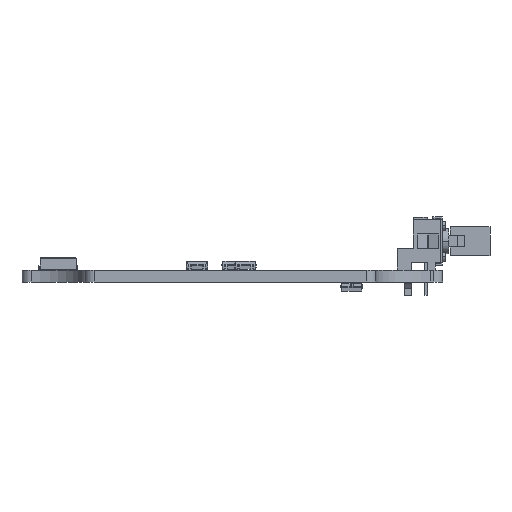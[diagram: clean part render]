
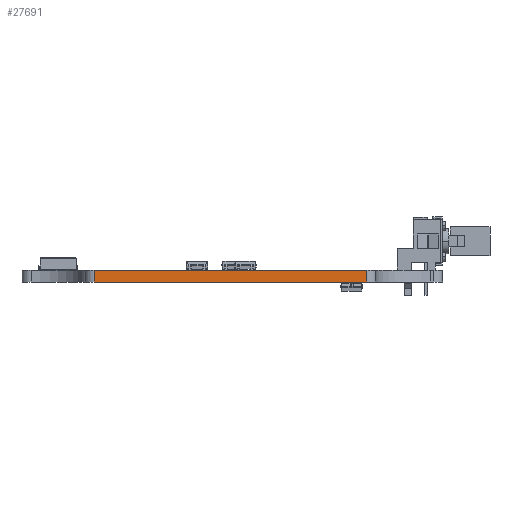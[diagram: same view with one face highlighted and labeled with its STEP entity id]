
A CAD part, left-side view. The second image highlights one B-rep face of the part: STEP entity #27691.
In plain terms, the highlighted planar face has unit normal (-1, 0, 0).
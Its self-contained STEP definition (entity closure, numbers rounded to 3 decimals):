
#21974 = PLANE('',#21975);
#21975 = AXIS2_PLACEMENT_3D('',#21976,#21977,#21978);
#21976 = CARTESIAN_POINT('',(101.266,-63.366,1.6));
#21977 = DIRECTION('',(0.,0.,1.));
#21978 = DIRECTION('',(1.,0.,-0.));
#22028 = PLANE('',#22029);
#22029 = AXIS2_PLACEMENT_3D('',#22030,#22031,#22032);
#22030 = CARTESIAN_POINT('',(101.266,-63.366,0.));
#22031 = DIRECTION('',(0.,0.,1.));
#22032 = DIRECTION('',(1.,0.,-0.));
#22482 = VERTEX_POINT('',#22483);
#22483 = CARTESIAN_POINT('',(56.25,-44.25,0.));
#22498 = CYLINDRICAL_SURFACE('',#22499,1.25);
#22499 = AXIS2_PLACEMENT_3D('',#22500,#22501,#22502);
#22500 = CARTESIAN_POINT('',(57.5,-44.25,0.));
#22501 = DIRECTION('',(-0.,-0.,-1.));
#22502 = DIRECTION('',(1.,0.,-0.));
#22510 = EDGE_CURVE('',#22482,#22511,#22513,.T.);
#22511 = VERTEX_POINT('',#22512);
#22512 = CARTESIAN_POINT('',(56.25,-82.,0.));
#22513 = SURFACE_CURVE('',#22514,(#22518,#22525),.PCURVE_S1.);
#22514 = LINE('',#22515,#22516);
#22515 = CARTESIAN_POINT('',(56.25,-44.25,0.));
#22516 = VECTOR('',#22517,1.);
#22517 = DIRECTION('',(0.,-1.,0.));
#22518 = PCURVE('',#22028,#22519);
#22519 = DEFINITIONAL_REPRESENTATION('',(#22520),#22524);
#22520 = LINE('',#22521,#22522);
#22521 = CARTESIAN_POINT('',(-45.016,19.116));
#22522 = VECTOR('',#22523,1.);
#22523 = DIRECTION('',(0.,-1.));
#22524 = ( GEOMETRIC_REPRESENTATION_CONTEXT(2) 
PARAMETRIC_REPRESENTATION_CONTEXT() REPRESENTATION_CONTEXT('2D SPACE',''
  ) );
#22525 = PCURVE('',#22526,#22531);
#22526 = PLANE('',#22527);
#22527 = AXIS2_PLACEMENT_3D('',#22528,#22529,#22530);
#22528 = CARTESIAN_POINT('',(56.25,-44.25,0.));
#22529 = DIRECTION('',(1.,0.,-0.));
#22530 = DIRECTION('',(0.,-1.,0.));
#22531 = DEFINITIONAL_REPRESENTATION('',(#22532),#22536);
#22532 = LINE('',#22533,#22534);
#22533 = CARTESIAN_POINT('',(0.,0.));
#22534 = VECTOR('',#22535,1.);
#22535 = DIRECTION('',(1.,0.));
#22536 = ( GEOMETRIC_REPRESENTATION_CONTEXT(2) 
PARAMETRIC_REPRESENTATION_CONTEXT() REPRESENTATION_CONTEXT('2D SPACE',''
  ) );
#22555 = CYLINDRICAL_SURFACE('',#22556,1.25);
#22556 = AXIS2_PLACEMENT_3D('',#22557,#22558,#22559);
#22557 = CARTESIAN_POINT('',(57.5,-82.,0.));
#22558 = DIRECTION('',(-0.,-0.,-1.));
#22559 = DIRECTION('',(1.,0.,-0.));
#25308 = VERTEX_POINT('',#25309);
#25309 = CARTESIAN_POINT('',(56.25,-44.25,1.6));
#25331 = EDGE_CURVE('',#25308,#25332,#25334,.T.);
#25332 = VERTEX_POINT('',#25333);
#25333 = CARTESIAN_POINT('',(56.25,-82.,1.6));
#25334 = SURFACE_CURVE('',#25335,(#25339,#25346),.PCURVE_S1.);
#25335 = LINE('',#25336,#25337);
#25336 = CARTESIAN_POINT('',(56.25,-44.25,1.6));
#25337 = VECTOR('',#25338,1.);
#25338 = DIRECTION('',(0.,-1.,0.));
#25339 = PCURVE('',#21974,#25340);
#25340 = DEFINITIONAL_REPRESENTATION('',(#25341),#25345);
#25341 = LINE('',#25342,#25343);
#25342 = CARTESIAN_POINT('',(-45.016,19.116));
#25343 = VECTOR('',#25344,1.);
#25344 = DIRECTION('',(0.,-1.));
#25345 = ( GEOMETRIC_REPRESENTATION_CONTEXT(2) 
PARAMETRIC_REPRESENTATION_CONTEXT() REPRESENTATION_CONTEXT('2D SPACE',''
  ) );
#25346 = PCURVE('',#22526,#25347);
#25347 = DEFINITIONAL_REPRESENTATION('',(#25348),#25352);
#25348 = LINE('',#25349,#25350);
#25349 = CARTESIAN_POINT('',(0.,-1.6));
#25350 = VECTOR('',#25351,1.);
#25351 = DIRECTION('',(1.,0.));
#25352 = ( GEOMETRIC_REPRESENTATION_CONTEXT(2) 
PARAMETRIC_REPRESENTATION_CONTEXT() REPRESENTATION_CONTEXT('2D SPACE',''
  ) );
#27641 = EDGE_CURVE('',#22511,#25332,#27642,.T.);
#27642 = SURFACE_CURVE('',#27643,(#27647,#27654),.PCURVE_S1.);
#27643 = LINE('',#27644,#27645);
#27644 = CARTESIAN_POINT('',(56.25,-82.,0.));
#27645 = VECTOR('',#27646,1.);
#27646 = DIRECTION('',(0.,0.,1.));
#27647 = PCURVE('',#22555,#27648);
#27648 = DEFINITIONAL_REPRESENTATION('',(#27649),#27653);
#27649 = LINE('',#27650,#27651);
#27650 = CARTESIAN_POINT('',(-3.142,0.));
#27651 = VECTOR('',#27652,1.);
#27652 = DIRECTION('',(-0.,-1.));
#27653 = ( GEOMETRIC_REPRESENTATION_CONTEXT(2) 
PARAMETRIC_REPRESENTATION_CONTEXT() REPRESENTATION_CONTEXT('2D SPACE',''
  ) );
#27654 = PCURVE('',#22526,#27655);
#27655 = DEFINITIONAL_REPRESENTATION('',(#27656),#27660);
#27656 = LINE('',#27657,#27658);
#27657 = CARTESIAN_POINT('',(37.75,0.));
#27658 = VECTOR('',#27659,1.);
#27659 = DIRECTION('',(0.,-1.));
#27660 = ( GEOMETRIC_REPRESENTATION_CONTEXT(2) 
PARAMETRIC_REPRESENTATION_CONTEXT() REPRESENTATION_CONTEXT('2D SPACE',''
  ) );
#27691 = ADVANCED_FACE('',(#27692),#22526,.F.);
#27692 = FACE_BOUND('',#27693,.F.);
#27693 = EDGE_LOOP('',(#27694,#27715,#27716,#27717));
#27694 = ORIENTED_EDGE('',*,*,#27695,.T.);
#27695 = EDGE_CURVE('',#22482,#25308,#27696,.T.);
#27696 = SURFACE_CURVE('',#27697,(#27701,#27708),.PCURVE_S1.);
#27697 = LINE('',#27698,#27699);
#27698 = CARTESIAN_POINT('',(56.25,-44.25,0.));
#27699 = VECTOR('',#27700,1.);
#27700 = DIRECTION('',(0.,0.,1.));
#27701 = PCURVE('',#22526,#27702);
#27702 = DEFINITIONAL_REPRESENTATION('',(#27703),#27707);
#27703 = LINE('',#27704,#27705);
#27704 = CARTESIAN_POINT('',(0.,0.));
#27705 = VECTOR('',#27706,1.);
#27706 = DIRECTION('',(0.,-1.));
#27707 = ( GEOMETRIC_REPRESENTATION_CONTEXT(2) 
PARAMETRIC_REPRESENTATION_CONTEXT() REPRESENTATION_CONTEXT('2D SPACE',''
  ) );
#27708 = PCURVE('',#22498,#27709);
#27709 = DEFINITIONAL_REPRESENTATION('',(#27710),#27714);
#27710 = LINE('',#27711,#27712);
#27711 = CARTESIAN_POINT('',(-3.142,0.));
#27712 = VECTOR('',#27713,1.);
#27713 = DIRECTION('',(-0.,-1.));
#27714 = ( GEOMETRIC_REPRESENTATION_CONTEXT(2) 
PARAMETRIC_REPRESENTATION_CONTEXT() REPRESENTATION_CONTEXT('2D SPACE',''
  ) );
#27715 = ORIENTED_EDGE('',*,*,#25331,.T.);
#27716 = ORIENTED_EDGE('',*,*,#27641,.F.);
#27717 = ORIENTED_EDGE('',*,*,#22510,.F.);
